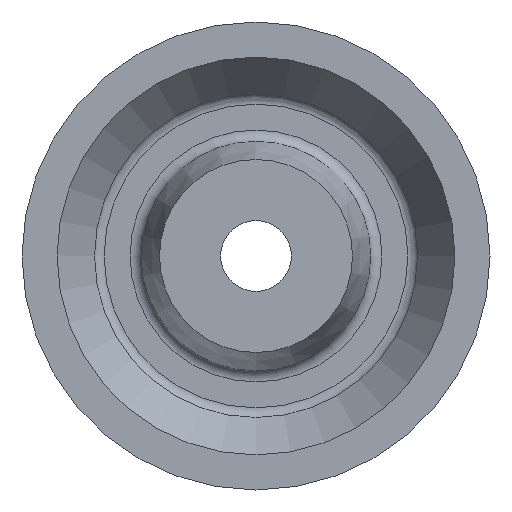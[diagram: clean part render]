
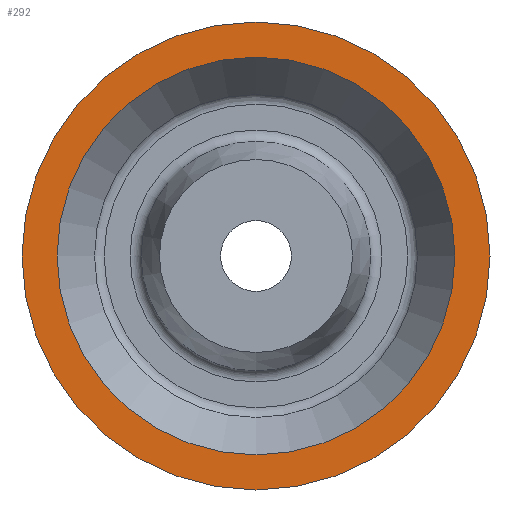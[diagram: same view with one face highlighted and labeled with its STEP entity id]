
A CAD part, left-side view. The second image highlights one B-rep face of the part: STEP entity #292.
In plain terms, the highlighted planar face has unit normal (-1, 0, 0).
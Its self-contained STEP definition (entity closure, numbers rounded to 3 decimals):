
#20 = ORIENTED_EDGE ( 'NONE', *, *, #208, .T. ) ;
#44 = DIRECTION ( 'NONE',  ( 0., 0., 1. ) ) ;
#51 = AXIS2_PLACEMENT_3D ( 'NONE', #349, #104, #318 ) ;
#57 = ORIENTED_EDGE ( 'NONE', *, *, #277, .F. ) ;
#64 = FACE_OUTER_BOUND ( 'NONE', #247, .T. ) ;
#102 = PLANE ( 'NONE',  #176 ) ;
#104 = DIRECTION ( 'NONE',  ( -1., 0., 0. ) ) ;
#131 = CIRCLE ( 'NONE', #351, 20. ) ;
#144 = DIRECTION ( 'NONE',  ( -1., 0., 0. ) ) ;
#176 = AXIS2_PLACEMENT_3D ( 'NONE', #424, #278, #421 ) ;
#208 = EDGE_CURVE ( 'NONE', #226, #226, #131, .T. ) ;
#224 = CIRCLE ( 'NONE', #51, 17. ) ;
#226 = VERTEX_POINT ( 'NONE', #331 ) ;
#247 = EDGE_LOOP ( 'NONE', ( #20 ) ) ;
#277 = EDGE_CURVE ( 'NONE', #330, #330, #224, .T. ) ;
#278 = DIRECTION ( 'NONE',  ( 1., 0., 0. ) ) ;
#292 = ADVANCED_FACE ( 'NONE', ( #414, #64 ), #102, .F. ) ;
#314 = EDGE_LOOP ( 'NONE', ( #57 ) ) ;
#318 = DIRECTION ( 'NONE',  ( 0., 0., 1. ) ) ;
#330 = VERTEX_POINT ( 'NONE', #353 ) ;
#331 = CARTESIAN_POINT ( 'NONE',  ( -6., 0., 20. ) ) ;
#349 = CARTESIAN_POINT ( 'NONE',  ( -6., 0., 0. ) ) ;
#351 = AXIS2_PLACEMENT_3D ( 'NONE', #380, #144, #44 ) ;
#353 = CARTESIAN_POINT ( 'NONE',  ( -6., 0., 17. ) ) ;
#380 = CARTESIAN_POINT ( 'NONE',  ( -6., 0., 0. ) ) ;
#414 = FACE_BOUND ( 'NONE', #314, .T. ) ;
#421 = DIRECTION ( 'NONE',  ( 0., 0., -1. ) ) ;
#424 = CARTESIAN_POINT ( 'NONE',  ( -6., 20., 0. ) ) ;
